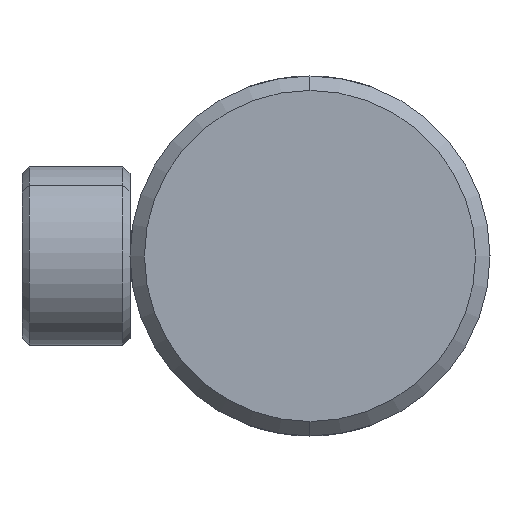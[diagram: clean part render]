
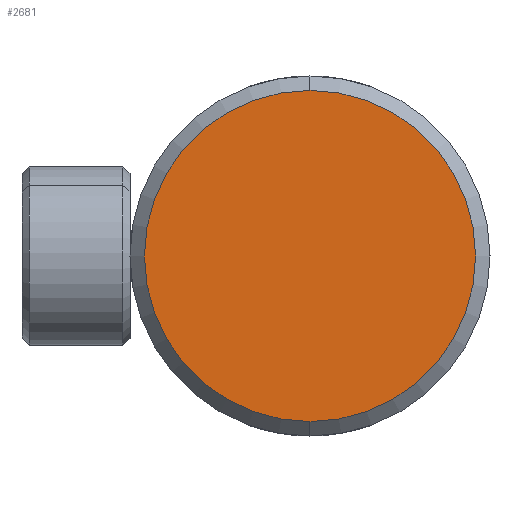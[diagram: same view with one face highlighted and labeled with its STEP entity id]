
A CAD part, left-side view. The second image highlights one B-rep face of the part: STEP entity #2681.
In plain terms, the highlighted planar face has unit normal (-1, 0, 0).
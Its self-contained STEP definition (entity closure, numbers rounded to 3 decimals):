
#233 = AXIS2_PLACEMENT_3D ( 'NONE', #1492, #1434, #1416 ) ;
#266 = FACE_OUTER_BOUND ( 'NONE', #1932, .T. ) ;
#355 = DIRECTION ( 'NONE',  ( -1., 0., 0. ) ) ;
#379 = PLANE ( 'NONE',  #2577 ) ;
#418 = EDGE_CURVE ( 'NONE', #1574, #1378, #2767, .T. ) ;
#527 = CIRCLE ( 'NONE', #1470, 23. ) ;
#1082 = DIRECTION ( 'NONE',  ( 1., 0., 0. ) ) ;
#1143 = ORIENTED_EDGE ( 'NONE', *, *, #418, .T. ) ;
#1378 = VERTEX_POINT ( 'NONE', #1625 ) ;
#1416 = DIRECTION ( 'NONE',  ( 0., 0., -1. ) ) ;
#1434 = DIRECTION ( 'NONE',  ( -1., 0., 0. ) ) ;
#1470 = AXIS2_PLACEMENT_3D ( 'NONE', #1704, #355, #1938 ) ;
#1492 = CARTESIAN_POINT ( 'NONE',  ( -38., 0., 0. ) ) ;
#1574 = VERTEX_POINT ( 'NONE', #2091 ) ;
#1625 = CARTESIAN_POINT ( 'NONE',  ( -38., 0., 23. ) ) ;
#1704 = CARTESIAN_POINT ( 'NONE',  ( -38., 0., 0. ) ) ;
#1932 = EDGE_LOOP ( 'NONE', ( #1143, #2487 ) ) ;
#1938 = DIRECTION ( 'NONE',  ( 0., 0., -1. ) ) ;
#1996 = CARTESIAN_POINT ( 'NONE',  ( -38., 25., 0. ) ) ;
#2091 = CARTESIAN_POINT ( 'NONE',  ( -38., 0., -23. ) ) ;
#2487 = ORIENTED_EDGE ( 'NONE', *, *, #2546, .T. ) ;
#2546 = EDGE_CURVE ( 'NONE', #1378, #1574, #527, .T. ) ;
#2577 = AXIS2_PLACEMENT_3D ( 'NONE', #1996, #1082, #2708 ) ;
#2681 = ADVANCED_FACE ( 'NONE', ( #266 ), #379, .F. ) ;
#2708 = DIRECTION ( 'NONE',  ( 0., 0., -1. ) ) ;
#2767 = CIRCLE ( 'NONE', #233, 23. ) ;
